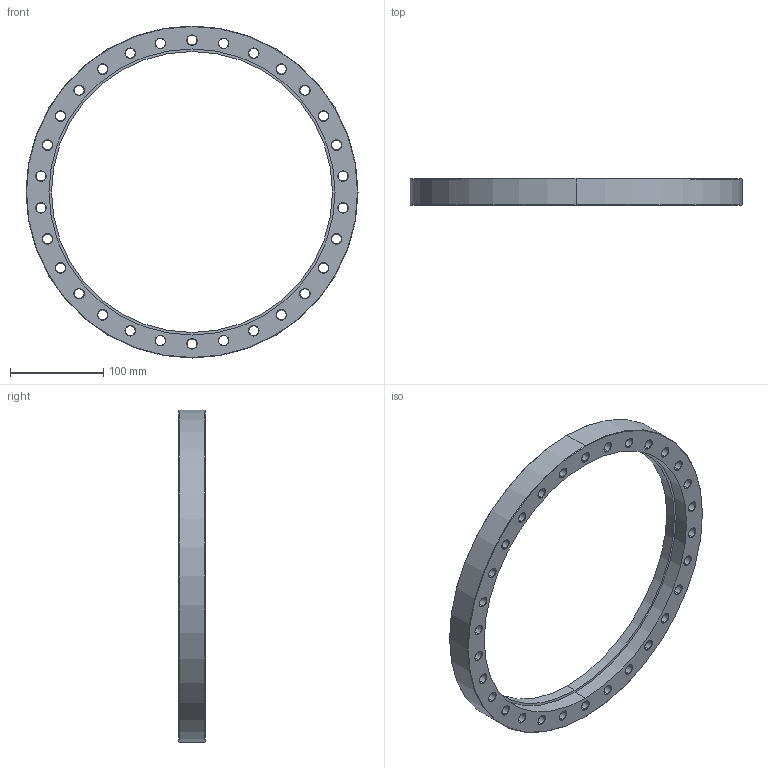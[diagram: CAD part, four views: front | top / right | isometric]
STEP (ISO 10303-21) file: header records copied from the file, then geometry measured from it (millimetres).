
FILE_DESCRIPTION (( 'STEP AP214' ), '1' );
FILE_NAME ('Hositrad_CF300-306-Weldflange.STEP', '2012-10-24T13:44:17', ( '' ), ( '' ), 'SwSTEP 2.0', 'SolidWorks 2012', '' );
FILE_SCHEMA (( 'AUTOMOTIVE_DESIGN' ));
Length unit declared in the file: millimetre
Products named in the file (1): Hositrad_CF300-306-Weldflange
Bounding box: 355.6 x 28.4 x 355.6 mm (x, y, z)
Volume: 677919.3 mm3; surface area: 138132.3 mm2
Topology: 1 solids, 1 shells, 200 faces, 460 edges, 264 vertices
Faces by surface type: cone 128, cylinder 68, plane 4
Entity records: 5782 total; most frequent: DIRECTION 1126, CARTESIAN_POINT 925, ORIENTED_EDGE 920, AXIS2_PLACEMENT_3D 465, EDGE_CURVE 460, CIRCLE 264, EDGE_LOOP 264, VERTEX_POINT 264
